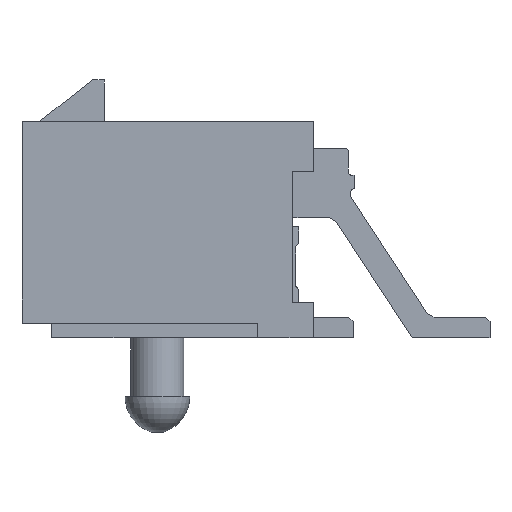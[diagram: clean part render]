
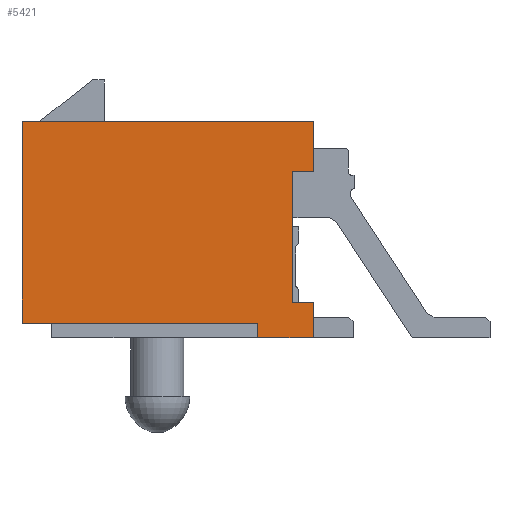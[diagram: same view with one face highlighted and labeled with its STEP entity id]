
A CAD part, left-side view. The second image highlights one B-rep face of the part: STEP entity #5421.
In plain terms, the highlighted planar face has unit normal (-1, 0, 0).
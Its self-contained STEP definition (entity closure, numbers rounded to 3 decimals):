
#623=ORIENTED_EDGE('',*,*,#1560,.F.);
#624=ORIENTED_EDGE('',*,*,#1422,.T.);
#625=ORIENTED_EDGE('',*,*,#1626,.T.);
#626=ORIENTED_EDGE('',*,*,#1627,.T.);
#627=ORIENTED_EDGE('',*,*,#1628,.T.);
#628=ORIENTED_EDGE('',*,*,#1629,.T.);
#629=ORIENTED_EDGE('',*,*,#1630,.T.);
#630=ORIENTED_EDGE('',*,*,#1481,.F.);
#631=ORIENTED_EDGE('',*,*,#1476,.T.);
#632=ORIENTED_EDGE('',*,*,#1631,.T.);
#1422=EDGE_CURVE('',#1966,#1965,#2368,.T.);
#1476=EDGE_CURVE('',#2004,#2006,#2422,.T.);
#1481=EDGE_CURVE('',#2004,#2009,#2427,.T.);
#1560=EDGE_CURVE('',#1966,#2063,#2499,.T.);
#1626=EDGE_CURVE('',#1965,#2109,#2565,.T.);
#1627=EDGE_CURVE('',#2109,#2110,#2566,.T.);
#1628=EDGE_CURVE('',#2110,#2111,#2567,.T.);
#1629=EDGE_CURVE('',#2111,#2112,#2568,.T.);
#1630=EDGE_CURVE('',#2112,#2009,#2569,.T.);
#1631=EDGE_CURVE('',#2006,#2063,#2570,.T.);
#1965=VERTEX_POINT('',#7166);
#1966=VERTEX_POINT('',#7168);
#2004=VERTEX_POINT('',#7273);
#2006=VERTEX_POINT('',#7277);
#2009=VERTEX_POINT('',#7287);
#2063=VERTEX_POINT('',#7439);
#2109=VERTEX_POINT('',#7577);
#2110=VERTEX_POINT('',#7579);
#2111=VERTEX_POINT('',#7581);
#2112=VERTEX_POINT('',#7583);
#2368=LINE('',#7167,#2913);
#2422=LINE('',#7278,#2967);
#2427=LINE('',#7288,#2972);
#2499=LINE('',#7445,#3044);
#2565=LINE('',#7576,#3110);
#2566=LINE('',#7578,#3111);
#2567=LINE('',#7580,#3112);
#2568=LINE('',#7582,#3113);
#2569=LINE('',#7584,#3114);
#2570=LINE('',#7585,#3115);
#2913=VECTOR('',#6061,1000.);
#2967=VECTOR('',#6147,1000.);
#2972=VECTOR('',#6156,1000.);
#3044=VECTOR('',#6288,1000.);
#3110=VECTOR('',#6396,1000.);
#3111=VECTOR('',#6397,1000.);
#3112=VECTOR('',#6398,1000.);
#3113=VECTOR('',#6399,1000.);
#3114=VECTOR('',#6400,1000.);
#3115=VECTOR('',#6401,1000.);
#3402=EDGE_LOOP('',(#623,#624,#625,#626,#627,#628,#629,#630,#631,#632));
#3611=FACE_BOUND('',#3402,.T.);
#3810=PLANE('',#5652);
#5421=ADVANCED_FACE('',(#3611),#3810,.T.);
#5652=AXIS2_PLACEMENT_3D('',#7575,#6394,#6395);
#6061=DIRECTION('',(0.,-1.,0.));
#6147=DIRECTION('',(0.,0.,-1.));
#6156=DIRECTION('',(0.,-1.,0.));
#6288=DIRECTION('',(0.,0.,-1.));
#6394=DIRECTION('',(-1.,0.,0.));
#6395=DIRECTION('',(0.,0.,1.));
#6396=DIRECTION('',(0.,0.,-1.));
#6397=DIRECTION('',(0.,-1.,0.));
#6398=DIRECTION('',(0.,0.,1.));
#6399=DIRECTION('',(0.,1.,0.));
#6400=DIRECTION('',(0.,0.,-1.));
#6401=DIRECTION('',(0.,-1.,0.));
#7166=CARTESIAN_POINT('',(-3.35,-1.73,-4.25));
#7167=CARTESIAN_POINT('',(-3.35,2.73,-4.25));
#7168=CARTESIAN_POINT('',(-3.35,2.73,-4.25));
#7273=CARTESIAN_POINT('',(-3.35,3.93,-3.05));
#7277=CARTESIAN_POINT('',(-3.35,3.93,-4.95));
#7278=CARTESIAN_POINT('',(-3.35,3.93,-3.05));
#7287=CARTESIAN_POINT('',(-3.35,3.43,-3.05));
#7288=CARTESIAN_POINT('',(-3.35,3.93,-3.05));
#7439=CARTESIAN_POINT('',(-3.35,2.73,-4.95));
#7445=CARTESIAN_POINT('',(-3.35,2.73,-3.95));
#7575=CARTESIAN_POINT('',(-3.35,0.,0.));
#7576=CARTESIAN_POINT('',(-3.35,-1.73,-3.95));
#7577=CARTESIAN_POINT('',(-3.35,-1.73,-4.95));
#7578=CARTESIAN_POINT('',(-3.35,3.43,-4.95));
#7579=CARTESIAN_POINT('',(-3.35,-3.43,-4.95));
#7580=CARTESIAN_POINT('',(-3.35,-3.43,-4.95));
#7581=CARTESIAN_POINT('',(-3.35,-3.43,4.95));
#7582=CARTESIAN_POINT('',(-3.35,-3.43,4.95));
#7583=CARTESIAN_POINT('',(-3.35,3.43,4.95));
#7584=CARTESIAN_POINT('',(-3.35,3.43,4.95));
#7585=CARTESIAN_POINT('',(-3.35,3.43,-4.95));
